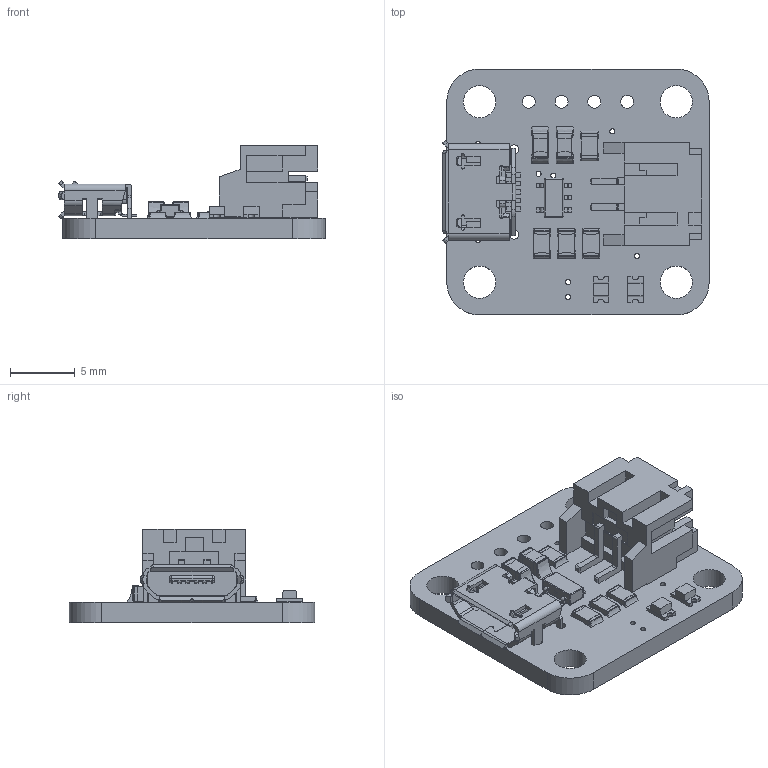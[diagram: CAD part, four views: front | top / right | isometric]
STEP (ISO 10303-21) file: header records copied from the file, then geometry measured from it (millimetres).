
FILE_DESCRIPTION(/* description */ (''),/* implementation_level */ '2;1');
FILE_NAME(/* name */ '4ade0b91-5ee6-4d88-9d3a-b014a7c870d8.stp',/* time_stamp */ '2016-06-25T02:40:31+00:00',/* author */ (''),/* organization */ (''),/* preprocessor_version */ 'ST-DEVELOPER v16.5',/* originating_system */ 'Autodesk Translation Framework v5.1.0.2740',/* authorisation */ '');
FILE_SCHEMA (('AUTOMOTIVE_DESIGN { 1 0 10303 214 3 1 1 }'));
Length unit declared in the file: centimetre
Products named in the file (14): Adafruit MicroUSB Micro Lipo v4; pcb; 4UCONN_20329; Component31; Component32; Component33; C0805-NO; JSTPH2; pin; mount; housing; CHIPLED_0805_NOOUTLINE; R0805-NO; TSOP-5 v4
Assembly tree (24 placements, depth 3):
  Adafruit MicroUSB Micro Lipo v4
    pcb
    CHIPLED_0805_NOOUTLINE  x2
    R0805-NO  x4
    4UCONN_20329
      Component31  x5
      Component32
      Component33
    C0805-NO  x2
    JSTPH2
      pin  x2
      mount  x2
      housing
    TSOP-5 v4
Bounding box: 20.62 x 19.05 x 7.24 mm (x, y, z)
Volume: 784.1 mm3; surface area: 1910.8 mm2
Topology: 52 solids, 52 shells, 1253 faces, 3355 edges, 2177 vertices
Faces by surface type: plane 812, cylinder 333, bspline 80, sphere 28
Full cylindrical faces by diameter (mm): 0.394 x11, 0.6 x2, 0.7 x4, 1 x4, 2.5 x4
Entity records: 40266 total; most frequent: CARTESIAN_POINT 17238, ORIENTED_EDGE 4780, DIRECTION 4604, EDGE_CURVE 2390, LINE 1838, VECTOR 1838, VERTEX_POINT 1577, AXIS2_PLACEMENT_3D 1383
